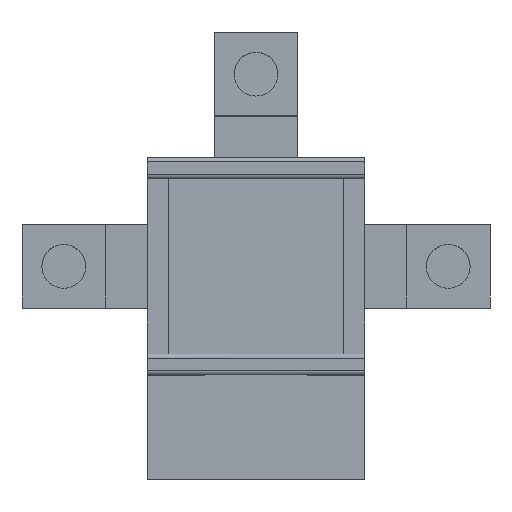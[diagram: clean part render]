
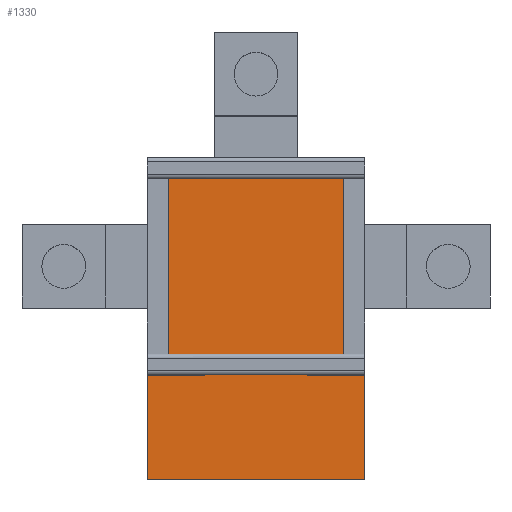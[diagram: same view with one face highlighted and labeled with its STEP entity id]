
A CAD part, top view. The second image highlights one B-rep face of the part: STEP entity #1330.
In plain terms, the highlighted planar face has unit normal (0, 0, 1).
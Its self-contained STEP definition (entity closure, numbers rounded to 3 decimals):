
#92=PLANE('',#1422);
#156=FACE_OUTER_BOUND('',#228,.T.);
#228=EDGE_LOOP('',(#1210,#1211,#1212,#1213,#1214,#1215,#1216,#1217,#1218,
#1219,#1220,#1221));
#319=LINE('',#1952,#490);
#328=LINE('',#1970,#499);
#330=LINE('',#1976,#501);
#344=LINE('',#2004,#515);
#374=LINE('',#2061,#545);
#379=LINE('',#2068,#550);
#386=LINE('',#2079,#557);
#392=LINE('',#2092,#563);
#399=LINE('',#2121,#570);
#401=LINE('',#2124,#572);
#402=LINE('',#2127,#573);
#403=LINE('',#2128,#574);
#490=VECTOR('',#1595,10.);
#499=VECTOR('',#1606,10.);
#501=VECTOR('',#1610,10.);
#515=VECTOR('',#1632,10.);
#545=VECTOR('',#1678,10.);
#550=VECTOR('',#1687,10.);
#557=VECTOR('',#1698,10.);
#563=VECTOR('',#1716,10.);
#570=VECTOR('',#1735,10.);
#572=VECTOR('',#1737,10.);
#573=VECTOR('',#1740,10.);
#574=VECTOR('',#1741,10.);
#653=VERTEX_POINT('',#1949);
#654=VERTEX_POINT('',#1951);
#660=VERTEX_POINT('',#1964);
#662=VERTEX_POINT('',#1968);
#663=VERTEX_POINT('',#1972);
#665=VERTEX_POINT('',#1975);
#675=VERTEX_POINT('',#2002);
#693=VERTEX_POINT('',#2058);
#694=VERTEX_POINT('',#2060);
#696=VERTEX_POINT('',#2077);
#702=VERTEX_POINT('',#2122);
#703=VERTEX_POINT('',#2126);
#799=EDGE_CURVE('',#653,#654,#319,.T.);
#808=EDGE_CURVE('',#662,#660,#328,.T.);
#810=EDGE_CURVE('',#665,#663,#330,.T.);
#824=EDGE_CURVE('',#675,#663,#344,.T.);
#854=EDGE_CURVE('',#693,#694,#374,.T.);
#859=EDGE_CURVE('',#694,#675,#379,.T.);
#866=EDGE_CURVE('',#696,#693,#386,.T.);
#872=EDGE_CURVE('',#660,#696,#392,.T.);
#881=EDGE_CURVE('',#653,#665,#399,.T.);
#883=EDGE_CURVE('',#662,#702,#401,.T.);
#884=EDGE_CURVE('',#703,#702,#402,.T.);
#885=EDGE_CURVE('',#654,#703,#403,.T.);
#1210=ORIENTED_EDGE('',*,*,#881,.T.);
#1211=ORIENTED_EDGE('',*,*,#810,.T.);
#1212=ORIENTED_EDGE('',*,*,#824,.F.);
#1213=ORIENTED_EDGE('',*,*,#859,.F.);
#1214=ORIENTED_EDGE('',*,*,#854,.F.);
#1215=ORIENTED_EDGE('',*,*,#866,.F.);
#1216=ORIENTED_EDGE('',*,*,#872,.F.);
#1217=ORIENTED_EDGE('',*,*,#808,.F.);
#1218=ORIENTED_EDGE('',*,*,#883,.T.);
#1219=ORIENTED_EDGE('',*,*,#884,.F.);
#1220=ORIENTED_EDGE('',*,*,#885,.F.);
#1221=ORIENTED_EDGE('',*,*,#799,.F.);
#1330=ADVANCED_FACE('',(#156),#92,.T.);
#1422=AXIS2_PLACEMENT_3D('',#2125,#1738,#1739);
#1595=DIRECTION('',(0.,-1.,0.));
#1606=DIRECTION('',(0.,1.,0.));
#1610=DIRECTION('',(0.,1.,0.));
#1632=DIRECTION('',(-1.,0.,0.));
#1678=DIRECTION('',(1.,0.,0.));
#1687=DIRECTION('',(0.,-1.,0.));
#1698=DIRECTION('',(0.,1.,0.));
#1716=DIRECTION('',(-1.,0.,0.));
#1735=DIRECTION('',(-1.,0.,0.));
#1737=DIRECTION('',(-1.,0.,0.));
#1738=DIRECTION('center_axis',(0.,0.,1.));
#1739=DIRECTION('ref_axis',(1.,0.,0.));
#1740=DIRECTION('',(0.,1.,0.));
#1741=DIRECTION('',(-1.,0.,0.));
#1949=CARTESIAN_POINT('',(47.,25.,-2.293));
#1951=CARTESIAN_POINT('',(47.,0.,-2.293));
#1952=CARTESIAN_POINT('',(47.,25.,-2.293));
#1964=CARTESIAN_POINT('',(8.575,30.,-2.293));
#1968=CARTESIAN_POINT('',(8.575,25.,-2.293));
#1970=CARTESIAN_POINT('',(8.575,25.,-2.293));
#1972=CARTESIAN_POINT('',(33.425,30.,-2.293));
#1975=CARTESIAN_POINT('',(33.425,25.,-2.293));
#1976=CARTESIAN_POINT('',(33.425,25.,-2.293));
#2002=CARTESIAN_POINT('',(42.,30.,-2.293));
#2004=CARTESIAN_POINT('',(0.,30.,-2.293));
#2058=CARTESIAN_POINT('',(0.,72.,-2.293));
#2060=CARTESIAN_POINT('',(42.,72.,-2.293));
#2061=CARTESIAN_POINT('',(42.,72.,-2.293));
#2068=CARTESIAN_POINT('',(42.,30.,-2.293));
#2077=CARTESIAN_POINT('',(0.,30.,-2.293));
#2079=CARTESIAN_POINT('',(0.,72.,-2.293));
#2092=CARTESIAN_POINT('',(0.,30.,-2.293));
#2121=CARTESIAN_POINT('',(42.,25.,-2.293));
#2122=CARTESIAN_POINT('',(-5.,25.,-2.293));
#2124=CARTESIAN_POINT('',(42.,25.,-2.293));
#2125=CARTESIAN_POINT('Origin',(42.,0.,-2.293));
#2126=CARTESIAN_POINT('',(-5.,0.,-2.293));
#2127=CARTESIAN_POINT('',(-5.,25.,-2.293));
#2128=CARTESIAN_POINT('',(42.,0.,-2.293));
